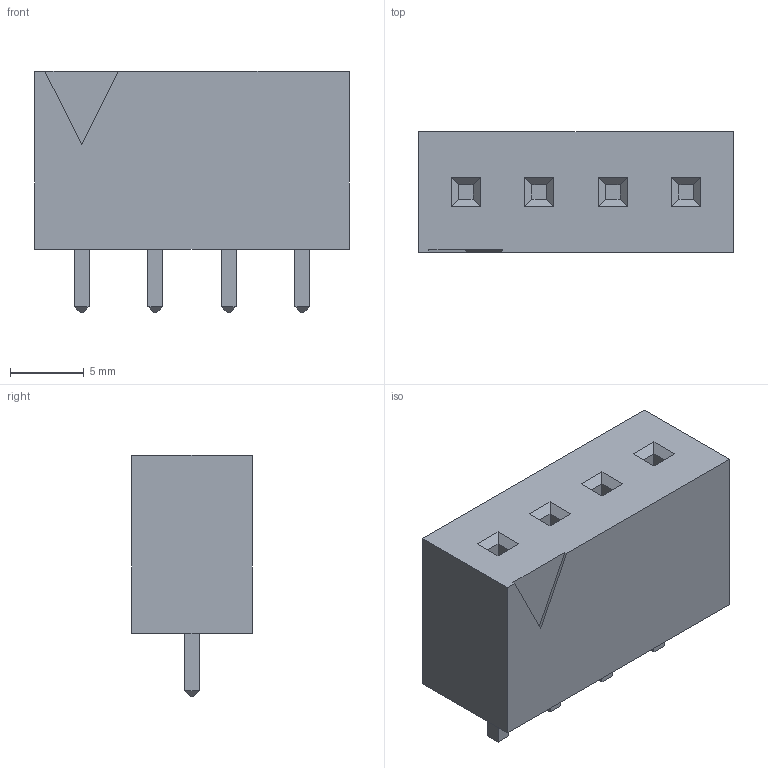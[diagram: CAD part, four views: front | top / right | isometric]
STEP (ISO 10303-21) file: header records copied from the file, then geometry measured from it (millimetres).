
FILE_DESCRIPTION(('FreeCAD Model'),'2;1');
FILE_NAME('1748026.2.1.stp','2020-04-10T16:20:43',( 'Author'),(''),'Open CASCADE STEP processor 6.9','FreeCAD','Unknown' );
FILE_SCHEMA(('AUTOMOTIVE_DESIGN { 1 0 10303 214 1 1 1 1 }'));
Length unit declared in the file: millimetre
Products named in the file (3): ASSEMBLY; Body; LeadsArray
Assembly tree (2 placements, depth 2):
  ASSEMBLY
    Body
    LeadsArray
Bounding box: 21.4 x 8.2 x 16.4 mm (x, y, z)
Volume: 2105.7 mm3; surface area: 1330.9 mm2
Topology: 5 solids, 5 shells, 85 faces, 181 edges, 110 vertices
Faces by surface type: plane 85
Entity records: 4639 total; most frequent: CARTESIAN_POINT 741, DIRECTION 719, LINE 543, VECTOR 543, ORIENTED_EDGE 362, PCURVE 362, DEFINITIONAL_REPRESENTATION 362, EDGE_CURVE 181
